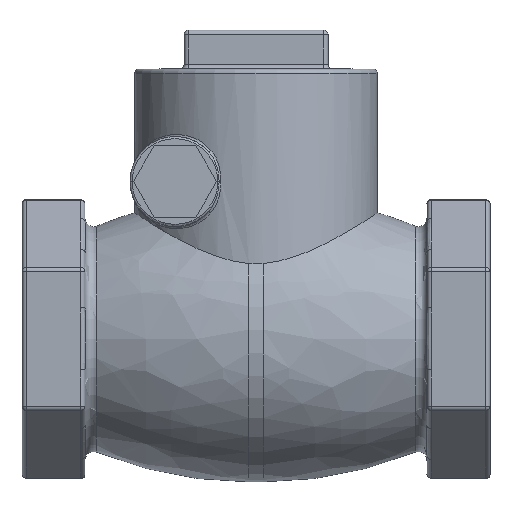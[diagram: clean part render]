
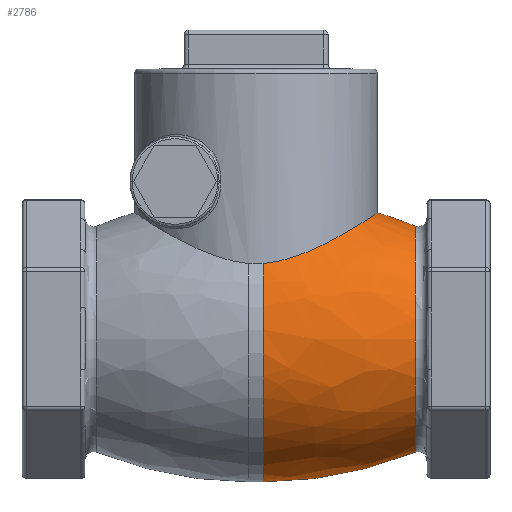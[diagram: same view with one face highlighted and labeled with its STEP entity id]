
A CAD part, top view. The second image highlights one B-rep face of the part: STEP entity #2786.
In plain terms, the highlighted free-form (B-spline) face has degree [3, 3] with [7, 4] control points.
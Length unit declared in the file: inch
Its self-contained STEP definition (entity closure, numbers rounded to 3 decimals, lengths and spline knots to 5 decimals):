
#14=CARTESIAN_POINT('',(0.05,0.52306,0.84227));
#16=CARTESIAN_POINT('',(0.05,0.52306,0.84227));
#17=CARTESIAN_POINT('',(0.08018,0.52595,0.84048));
#18=CARTESIAN_POINT('',(0.14182,0.53515,0.83361));
#19=CARTESIAN_POINT('',(0.23831,0.56004,0.81145));
#20=CARTESIAN_POINT('',(0.33262,0.59342,0.77761));
#21=CARTESIAN_POINT('',(0.42378,0.63281,0.73199));
#22=CARTESIAN_POINT('',(0.50896,0.67498,0.67553));
#23=CARTESIAN_POINT('',(0.58459,0.71609,0.61085));
#24=CARTESIAN_POINT('',(0.64706,0.75222,0.54418));
#25=CARTESIAN_POINT('',(0.70327,0.78624,0.46892));
#26=CARTESIAN_POINT('',(0.74332,0.81129,0.40143));
#27=CARTESIAN_POINT('',(0.77409,0.83092,0.33799));
#28=CARTESIAN_POINT('',(0.7982,0.84655,0.27617));
#29=CARTESIAN_POINT('',(0.81805,0.85955,0.21059));
#30=CARTESIAN_POINT('',(0.83288,0.86937,0.14119));
#31=CARTESIAN_POINT('',(0.84184,0.87533,0.07008));
#32=CARTESIAN_POINT('',(0.84375,0.8766,0.02328));
#33=CARTESIAN_POINT('',(0.84375,0.8766,0.));
#35=CARTESIAN_POINT('',(1.1049,0.,0.));
#36=DIRECTION('',(1.,0.,0.));
#37=DIRECTION('',(0.,1.,0.));
#38=AXIS2_PLACEMENT_3D('',#35,#36,#37);
#40=CARTESIAN_POINT('',(0.05,0.,0.));
#41=DIRECTION('',(1.,0.,0.));
#42=DIRECTION('',(0.,0.528,0.85));
#43=AXIS2_PLACEMENT_3D('',#40,#41,#42);
#2034=CARTESIAN_POINT('',(0.05,1.80853,0.));
#2035=DIRECTION('',(0.,0.,1.));
#2036=DIRECTION('',(0.,-1.,0.));
#2037=AXIS2_PLACEMENT_3D('',#2034,#2035,#2036);
#2044=CARTESIAN_POINT('',(0.05,-1.80853,0.));
#2045=DIRECTION('',(0.,0.,-1.));
#2046=DIRECTION('',(0.283,0.959,0.));
#2047=AXIS2_PLACEMENT_3D('',#2044,#2045,#2046);
#2550=CARTESIAN_POINT('',(1.1049,-0.78515,0.));
#2551=CARTESIAN_POINT('',(1.1049,0.78515,0.));
#2552=VERTEX_POINT('',#2550);
#2553=VERTEX_POINT('',#2551);
#2554=CARTESIAN_POINT('',(0.05,-0.99147,0.));
#2555=VERTEX_POINT('',#2554);
#2597=VERTEX_POINT('',#14);
#2601=VERTEX_POINT('',#33);
#2746=CARTESIAN_POINT('',(0.02837,0.98943,
-0.06225));
#2747=CARTESIAN_POINT('',(0.40585,0.99234,
-0.06243));
#2748=CARTESIAN_POINT('',(0.77633,0.92002,
-0.05788));
#2749=CARTESIAN_POINT('',(1.1249,0.77539,
-0.04878));
#2750=CARTESIAN_POINT('',(0.02837,1.02773,
0.54664));
#2751=CARTESIAN_POINT('',(0.40585,1.03076,
0.54825));
#2752=CARTESIAN_POINT('',(0.77633,0.95564,
0.5083));
#2753=CARTESIAN_POINT('',(1.1249,0.80541,
0.42839));
#2754=CARTESIAN_POINT('',(0.02837,0.6101,
0.99138));
#2755=CARTESIAN_POINT('',(0.40585,0.61189,
0.9943));
#2756=CARTESIAN_POINT('',(0.77633,0.5673,
0.92184));
#2757=CARTESIAN_POINT('',(1.1249,0.47812,
0.77692));
#2758=CARTESIAN_POINT('',(0.02837,0.,0.99138));
#2759=CARTESIAN_POINT('',(0.40585,0.,0.9943));
#2760=CARTESIAN_POINT('',(0.77633,0.,0.92184));
#2761=CARTESIAN_POINT('',(1.1249,0.,0.77692));
#2762=CARTESIAN_POINT('',(0.02837,-0.6101,
0.99138));
#2763=CARTESIAN_POINT('',(0.40585,-0.61189,
0.9943));
#2764=CARTESIAN_POINT('',(0.77633,-0.5673,
0.92184));
#2765=CARTESIAN_POINT('',(1.1249,-0.47812,
0.77692));
#2766=CARTESIAN_POINT('',(0.02837,-1.02773,
0.54664));
#2767=CARTESIAN_POINT('',(0.40585,-1.03076,
0.54825));
#2768=CARTESIAN_POINT('',(0.77633,-0.95564,
0.5083));
#2769=CARTESIAN_POINT('',(1.1249,-0.80541,
0.42839));
#2770=CARTESIAN_POINT('',(0.02837,-0.98943,
-0.06225));
#2771=CARTESIAN_POINT('',(0.40585,-0.99234,
-0.06243));
#2772=CARTESIAN_POINT('',(0.77633,-0.92002,
-0.05788));
#2773=CARTESIAN_POINT('',(1.1249,-0.77539,
-0.04878));
#2774=(BOUNDED_SURFACE()B_SPLINE_SURFACE(3,3,((#2746,#2747,#2748,#2749),(#2750,
#2751,#2752,#2753),(#2754,#2755,#2756,#2757),(#2758,#2759,#2760,#2761),(#2762,
#2763,#2764,#2765),(#2766,#2767,#2768,#2769),(#2770,#2771,#2772,#2773)),
.UNSPECIFIED.,.F.,.F.,.F.)B_SPLINE_SURFACE_WITH_KNOTS((4,3,4),(4,4),(0.,1.,
2.),(0.,1.),.UNSPECIFIED.)GEOMETRIC_REPRESENTATION_ITEM()RATIONAL_B_SPLINE_SURFACE(((1.199,1.183,1.183,1.199),(
0.947,0.934,0.934,0.947),(
0.947,0.934,0.934,0.947),(
1.199,1.183,1.183,1.199),(
0.947,0.934,0.934,0.947),(
0.947,0.934,0.934,0.947),(
1.199,1.183,1.183,1.199)))REPRESENTATION_ITEM('')SURFACE());
#2776=ORIENTED_EDGE('',*,*,#2775,.T.);
#2778=ORIENTED_EDGE('',*,*,#2777,.T.);
#2780=ORIENTED_EDGE('',*,*,#2779,.T.);
#2782=ORIENTED_EDGE('',*,*,#2781,.F.);
#2783=ORIENTED_EDGE('',*,*,#2731,.F.);
#2784=EDGE_LOOP('',(#2776,#2778,#2780,#2782,#2783));
#2785=FACE_OUTER_BOUND('',#2784,.F.);
#34=B_SPLINE_CURVE_WITH_KNOTS('',3,(#16,#17,#18,#19,#20,#21,#22,#23,#24,#25,#26,
#27,#28,#29,#30,#31,#32,#33),.UNSPECIFIED.,.F.,.F.,(4,1,1,1,1,1,1,1,1,1,1,1,1,1,
1,4),(0.,0.06667,0.13333,0.2,0.26667,
0.33333,0.4,0.46667,0.53333,0.6,
0.66667,0.73333,0.8,0.86667,0.93333,
1.),.UNSPECIFIED.);
#39=CIRCLE('',#38,0.78515);
#44=CIRCLE('',#43,0.99147);
#2038=CIRCLE('',#2037,2.8);
#2048=CIRCLE('',#2047,2.8);
#2731=EDGE_CURVE('',#2597,#2555,#44,.T.);
#2775=EDGE_CURVE('',#2597,#2601,#34,.T.);
#2777=EDGE_CURVE('',#2601,#2553,#2048,.T.);
#2779=EDGE_CURVE('',#2553,#2552,#39,.T.);
#2781=EDGE_CURVE('',#2555,#2552,#2038,.T.);
#2786=ADVANCED_FACE('',(#2785),#2774,.T.);
